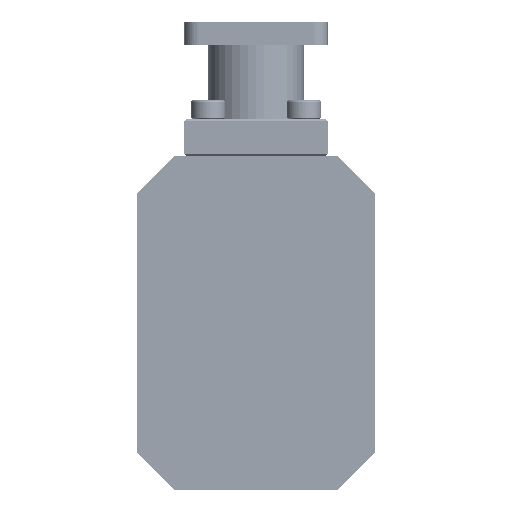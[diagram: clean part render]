
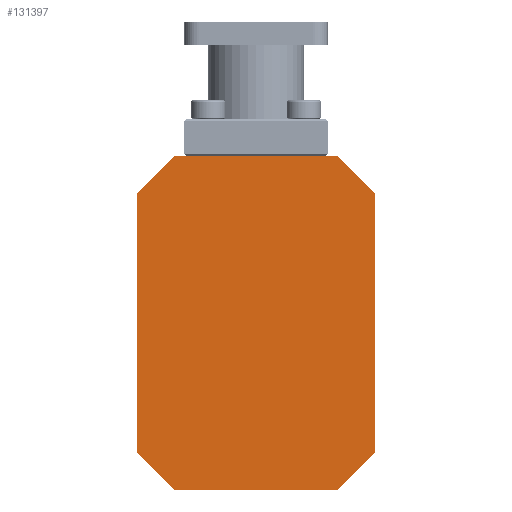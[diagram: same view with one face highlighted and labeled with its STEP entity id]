
A CAD part, front view. The second image highlights one B-rep face of the part: STEP entity #131397.
In plain terms, the highlighted planar face has unit normal (0, -1, 0).
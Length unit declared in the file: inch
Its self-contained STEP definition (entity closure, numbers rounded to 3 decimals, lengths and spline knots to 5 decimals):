
#3334 = CARTESIAN_POINT ( 'NONE',  ( 0.625, -0.375, -2.55 ) ) ;
#3800 = VERTEX_POINT ( 'NONE', #5355 ) ;
#3862 = EDGE_CURVE ( 'NONE', #85158, #81386, #93037, .T. ) ;
#5355 = CARTESIAN_POINT ( 'NONE',  ( 0.425, -0.375, -2.35 ) ) ;
#11618 = LINE ( 'NONE', #66974, #17954 ) ;
#17954 = VECTOR ( 'NONE', #122244, 39.37008 ) ;
#19283 = CARTESIAN_POINT ( 'NONE',  ( 0.625, -0.375, -3.9 ) ) ;
#20281 = ORIENTED_EDGE ( 'NONE', *, *, #102727, .F. ) ;
#27548 = LINE ( 'NONE', #80793, #134541 ) ;
#30000 = CARTESIAN_POINT ( 'NONE',  ( -0.625, -0.375, -2.35 ) ) ;
#30048 = EDGE_LOOP ( 'NONE', ( #116297, #50722, #59312, #114242, #104633, #102477, #20281, #83066 ) ) ;
#38390 = CARTESIAN_POINT ( 'NONE',  ( -0.625, -0.375, -3.9 ) ) ;
#38413 = DIRECTION ( 'NONE',  ( 0., 0., -1. ) ) ;
#41700 = LINE ( 'NONE', #87678, #97614 ) ;
#42141 = DIRECTION ( 'NONE',  ( -1., 0., 0. ) ) ;
#42889 = DIRECTION ( 'NONE',  ( 0., 0., 1. ) ) ;
#44222 = CARTESIAN_POINT ( 'NONE',  ( -0.425, -0.375, -2.35 ) ) ;
#44279 = LINE ( 'NONE', #140571, #59384 ) ;
#50722 = ORIENTED_EDGE ( 'NONE', *, *, #111500, .T. ) ;
#51742 = DIRECTION ( 'NONE',  ( -0.707, 0., -0.707 ) ) ;
#55205 = EDGE_CURVE ( 'NONE', #77938, #99970, #118304, .T. ) ;
#55729 = EDGE_CURVE ( 'NONE', #131163, #99970, #41700, .T. ) ;
#59239 = DIRECTION ( 'NONE',  ( 0., 1., 0. ) ) ;
#59312 = ORIENTED_EDGE ( 'NONE', *, *, #97998, .F. ) ;
#59384 = VECTOR ( 'NONE', #42141, 39.37008 ) ;
#61196 = EDGE_CURVE ( 'NONE', #77938, #103531, #11618, .T. ) ;
#66974 = CARTESIAN_POINT ( 'NONE',  ( -0.625, -0.375, -3.9 ) ) ;
#67361 = DIRECTION ( 'NONE',  ( -0.707, 0., 0.707 ) ) ;
#67823 = VECTOR ( 'NONE', #117628, 39.37008 ) ;
#69434 = VECTOR ( 'NONE', #67361, 39.37008 ) ;
#71490 = CARTESIAN_POINT ( 'NONE',  ( 0.625, -0.375, -2.35 ) ) ;
#77938 = VERTEX_POINT ( 'NONE', #38390 ) ;
#79304 = VECTOR ( 'NONE', #38413, 39.37008 ) ;
#80101 = DIRECTION ( 'NONE',  ( 1., 0., 0. ) ) ;
#80793 = CARTESIAN_POINT ( 'NONE',  ( 0.425, -0.375, -4.1 ) ) ;
#81079 = CARTESIAN_POINT ( 'NONE',  ( -0.425, -0.375, -4.1 ) ) ;
#81386 = VERTEX_POINT ( 'NONE', #19283 ) ;
#83066 = ORIENTED_EDGE ( 'NONE', *, *, #88630, .T. ) ;
#85158 = VERTEX_POINT ( 'NONE', #113572 ) ;
#87678 = CARTESIAN_POINT ( 'NONE',  ( -0.425, -0.375, -2.35 ) ) ;
#88630 = EDGE_CURVE ( 'NONE', #91107, #81386, #27548, .T. ) ;
#88722 = VECTOR ( 'NONE', #42889, 39.37008 ) ;
#91107 = VERTEX_POINT ( 'NONE', #129320 ) ;
#93037 = LINE ( 'NONE', #71490, #79304 ) ;
#97614 = VECTOR ( 'NONE', #51742, 39.37008 ) ;
#97998 = EDGE_CURVE ( 'NONE', #131163, #3800, #128415, .T. ) ;
#99970 = VERTEX_POINT ( 'NONE', #135923 ) ;
#101672 = AXIS2_PLACEMENT_3D ( 'NONE', #133271, #59239, #80101 ) ;
#102477 = ORIENTED_EDGE ( 'NONE', *, *, #61196, .T. ) ;
#102727 = EDGE_CURVE ( 'NONE', #91107, #103531, #44279, .T. ) ;
#103531 = VERTEX_POINT ( 'NONE', #81079 ) ;
#104633 = ORIENTED_EDGE ( 'NONE', *, *, #55205, .F. ) ;
#111500 = EDGE_CURVE ( 'NONE', #85158, #3800, #113280, .T. ) ;
#112435 = PLANE ( 'NONE',  #101672 ) ;
#113280 = LINE ( 'NONE', #3334, #69434 ) ;
#113572 = CARTESIAN_POINT ( 'NONE',  ( 0.625, -0.375, -2.55 ) ) ;
#114242 = ORIENTED_EDGE ( 'NONE', *, *, #55729, .T. ) ;
#116297 = ORIENTED_EDGE ( 'NONE', *, *, #3862, .F. ) ;
#116897 = CARTESIAN_POINT ( 'NONE',  ( -0.625, -0.375, -2.35 ) ) ;
#117628 = DIRECTION ( 'NONE',  ( 1., 0., 0. ) ) ;
#118304 = LINE ( 'NONE', #116897, #88722 ) ;
#122244 = DIRECTION ( 'NONE',  ( 0.707, 0., -0.707 ) ) ;
#128415 = LINE ( 'NONE', #30000, #67823 ) ;
#129320 = CARTESIAN_POINT ( 'NONE',  ( 0.425, -0.375, -4.1 ) ) ;
#131163 = VERTEX_POINT ( 'NONE', #44222 ) ;
#131397 = ADVANCED_FACE ( 'NONE', ( #136106 ), #112435, .F. ) ;
#133271 = CARTESIAN_POINT ( 'NONE',  ( 0., -0.375, -3.225 ) ) ;
#134541 = VECTOR ( 'NONE', #135369, 39.37008 ) ;
#135369 = DIRECTION ( 'NONE',  ( 0.707, 0., 0.707 ) ) ;
#135923 = CARTESIAN_POINT ( 'NONE',  ( -0.625, -0.375, -2.55 ) ) ;
#136106 = FACE_OUTER_BOUND ( 'NONE', #30048, .T. ) ;
#140571 = CARTESIAN_POINT ( 'NONE',  ( -0.625, -0.375, -4.1 ) ) ;
